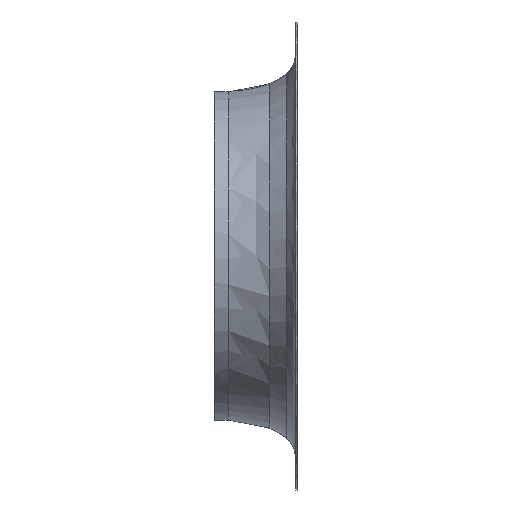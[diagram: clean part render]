
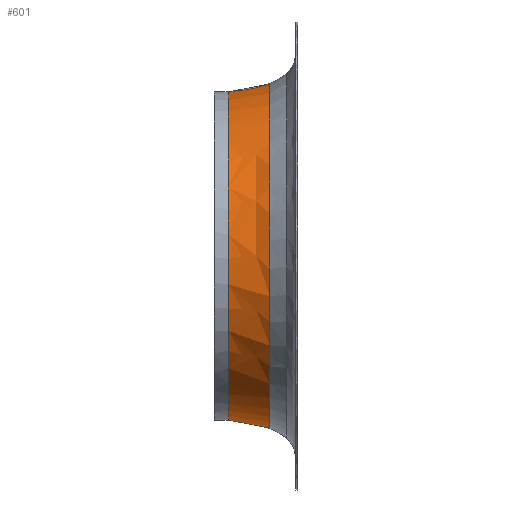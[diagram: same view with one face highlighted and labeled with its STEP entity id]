
A CAD part, left-side view. The second image highlights one B-rep face of the part: STEP entity #601.
In plain terms, the highlighted free-form (B-spline) face has degree [3, 3] with [4, 4] control points.
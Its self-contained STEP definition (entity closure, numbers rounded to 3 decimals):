
#5 = CARTESIAN_POINT ( 'NONE',  ( -260.884, 63.835, 130.442 ) ) ;
#22 = FACE_OUTER_BOUND ( 'NONE', #125, .T. ) ;
#67 = VERTEX_POINT ( 'NONE', #507 ) ;
#125 = EDGE_LOOP ( 'NONE', ( #684, #584, #435, #654 ) ) ;
#126 = CARTESIAN_POINT ( 'NONE',  ( 0., 43.643, -130. ) ) ;
#190 = CARTESIAN_POINT ( 'NONE',  ( 0., 21.957, 136.4 ) ) ;
#205 =( BOUNDED_CURVE ( )  B_SPLINE_CURVE ( 3, ( #1448, #669, #771, #437 ),
 .UNSPECIFIED., .F., .F. ) 
 B_SPLINE_CURVE_WITH_KNOTS ( ( 4, 4 ),
 ( 0., 3.142 ),
 .UNSPECIFIED. ) 
 CURVE ( )  GEOMETRIC_REPRESENTATION_ITEM ( )  RATIONAL_B_SPLINE_CURVE ( ( 0.99, 0.33, 0.33, 0.99 ) ) 
 REPRESENTATION_ITEM ( '' )  );
#227 = CARTESIAN_POINT ( 'NONE',  ( 0., 55., 130. ) ) ;
#240 = CARTESIAN_POINT ( 'NONE',  ( -280.218, 13.926, 140.109 ) ) ;
#249 = CARTESIAN_POINT ( 'NONE',  ( 0., 46.487, 128.701 ) ) ;
#252 = CARTESIAN_POINT ( 'NONE',  ( 0., 63.835, -130.442 ) ) ;
#323 = VERTEX_POINT ( 'NONE', #1374 ) ;
#353 = CARTESIAN_POINT ( 'NONE',  ( -280.218, 13.926, -140.109 ) ) ;
#359 = CARTESIAN_POINT ( 'NONE',  ( 0., 29.37, -132.017 ) ) ;
#372 = CARTESIAN_POINT ( 'NONE',  ( -257.403, 46.487, -128.701 ) ) ;
#397 = CARTESIAN_POINT ( 'NONE',  ( 0., 55., 130. ) ) ;
#426 = VERTEX_POINT ( 'NONE', #623 ) ;
#435 = ORIENTED_EDGE ( 'NONE', *, *, #1215, .F. ) ;
#437 = CARTESIAN_POINT ( 'NONE',  ( 0., 21.957, -136.4 ) ) ;
#469 = CARTESIAN_POINT ( 'NONE',  ( 0., 55., -130. ) ) ;
#478 = CARTESIAN_POINT ( 'NONE',  ( 0., 21.957, -136.4 ) ) ;
#507 = CARTESIAN_POINT ( 'NONE',  ( 0., 21.957, -136.4 ) ) ;
#579 = CARTESIAN_POINT ( 'NONE',  ( 0., 32.493, -132.16 ) ) ;
#584 = ORIENTED_EDGE ( 'NONE', *, *, #1421, .T. ) ;
#593 = CARTESIAN_POINT ( 'NONE',  ( 0., 46.487, -128.701 ) ) ;
#601 = ADVANCED_FACE ( 'NONE', ( #22 ), #1196, .F. ) ;
#623 = CARTESIAN_POINT ( 'NONE',  ( 0., 55., 130. ) ) ;
#654 = ORIENTED_EDGE ( 'NONE', *, *, #1453, .F. ) ;
#669 = CARTESIAN_POINT ( 'NONE',  ( -272.8, 21.957, 136.4 ) ) ;
#684 = ORIENTED_EDGE ( 'NONE', *, *, #865, .F. ) ;
#698 = CARTESIAN_POINT ( 'NONE',  ( 0., 29.37, 132.017 ) ) ;
#708 = VERTEX_POINT ( 'NONE', #1418 ) ;
#771 = CARTESIAN_POINT ( 'NONE',  ( -272.8, 21.957, -136.4 ) ) ;
#797 = CARTESIAN_POINT ( 'NONE',  ( -264.034, 29.37, -132.017 ) ) ;
#865 = EDGE_CURVE ( 'NONE', #426, #323, #1019, .T. ) ;
#965 = CARTESIAN_POINT ( 'NONE',  ( 0., 43.643, 130. ) ) ;
#1019 =( BOUNDED_CURVE ( )  B_SPLINE_CURVE ( 3, ( #397, #965, #1206, #190 ),
 .UNSPECIFIED., .F., .F. ) 
 B_SPLINE_CURVE_WITH_KNOTS ( ( 4, 4 ),
 ( 0., 0.383 ),
 .UNSPECIFIED. ) 
 CURVE ( )  GEOMETRIC_REPRESENTATION_ITEM ( )  RATIONAL_B_SPLINE_CURVE ( ( 0.988, 0.976, 0.976, 0.988 ) ) 
 REPRESENTATION_ITEM ( '' )  );
#1051 = CARTESIAN_POINT ( 'NONE',  ( -257.403, 46.487, 128.701 ) ) ;
#1104 =( BOUNDED_CURVE ( )  B_SPLINE_CURVE ( 3, ( #478, #579, #126, #469 ),
 .UNSPECIFIED., .F., .F. ) 
 B_SPLINE_CURVE_WITH_KNOTS ( ( 4, 4 ),
 ( 0., 0.383 ),
 .UNSPECIFIED. ) 
 CURVE ( )  GEOMETRIC_REPRESENTATION_ITEM ( )  RATIONAL_B_SPLINE_CURVE ( ( 0.988, 0.976, 0.976, 0.988 ) ) 
 REPRESENTATION_ITEM ( '' )  );
#1196 =( BOUNDED_SURFACE ( )  B_SPLINE_SURFACE ( 3, 3, ( 
 ( #1387, #5, #1364, #252 ),
 ( #249, #1051, #372, #593 ),
 ( #698, #1390, #797, #359 ),
 ( #1400, #240, #353, #1405 ) ),
 .UNSPECIFIED., .F., .F., .T. ) 
 B_SPLINE_SURFACE_WITH_KNOTS ( ( 4, 4 ),
 ( 4, 4 ),
 ( 0., 1. ),
 ( 0., 1. ),
 .UNSPECIFIED. ) 
 GEOMETRIC_REPRESENTATION_ITEM ( )  RATIONAL_B_SPLINE_SURFACE ( (
 ( 1., 0.333, 0.333, 1.),
 ( 0.972, 0.324, 0.324, 0.972),
 ( 0.972, 0.324, 0.324, 0.972),
 ( 1., 0.333, 0.333, 1.) ) ) 
 REPRESENTATION_ITEM ( '' )  SURFACE ( )  );
#1206 = CARTESIAN_POINT ( 'NONE',  ( 0., 32.493, 132.16 ) ) ;
#1215 = EDGE_CURVE ( 'NONE', #67, #708, #1104, .T. ) ;
#1248 = CARTESIAN_POINT ( 'NONE',  ( -260., 55., 130. ) ) ;
#1258 = CARTESIAN_POINT ( 'NONE',  ( 0., 55., -130. ) ) ;
#1358 = CARTESIAN_POINT ( 'NONE',  ( -260., 55., -130. ) ) ;
#1364 = CARTESIAN_POINT ( 'NONE',  ( -260.884, 63.835, -130.442 ) ) ;
#1374 = CARTESIAN_POINT ( 'NONE',  ( 0., 21.957, 136.4 ) ) ;
#1387 = CARTESIAN_POINT ( 'NONE',  ( 0., 63.835, 130.442 ) ) ;
#1389 =( BOUNDED_CURVE ( )  B_SPLINE_CURVE ( 3, ( #227, #1248, #1358, #1258 ),
 .UNSPECIFIED., .F., .F. ) 
 B_SPLINE_CURVE_WITH_KNOTS ( ( 4, 4 ),
 ( 0., 3.142 ),
 .UNSPECIFIED. ) 
 CURVE ( )  GEOMETRIC_REPRESENTATION_ITEM ( )  RATIONAL_B_SPLINE_CURVE ( ( 0.988, 0.329, 0.329, 0.988 ) ) 
 REPRESENTATION_ITEM ( '' )  );
#1390 = CARTESIAN_POINT ( 'NONE',  ( -264.034, 29.37, 132.017 ) ) ;
#1400 = CARTESIAN_POINT ( 'NONE',  ( 0., 13.926, 140.109 ) ) ;
#1405 = CARTESIAN_POINT ( 'NONE',  ( 0., 13.926, -140.109 ) ) ;
#1418 = CARTESIAN_POINT ( 'NONE',  ( 0., 55., -130. ) ) ;
#1421 = EDGE_CURVE ( 'NONE', #426, #708, #1389, .T. ) ;
#1448 = CARTESIAN_POINT ( 'NONE',  ( 0., 21.957, 136.4 ) ) ;
#1453 = EDGE_CURVE ( 'NONE', #323, #67, #205, .T. ) ;
